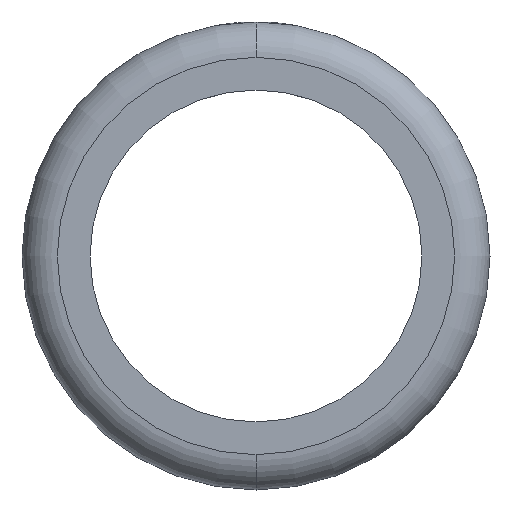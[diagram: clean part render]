
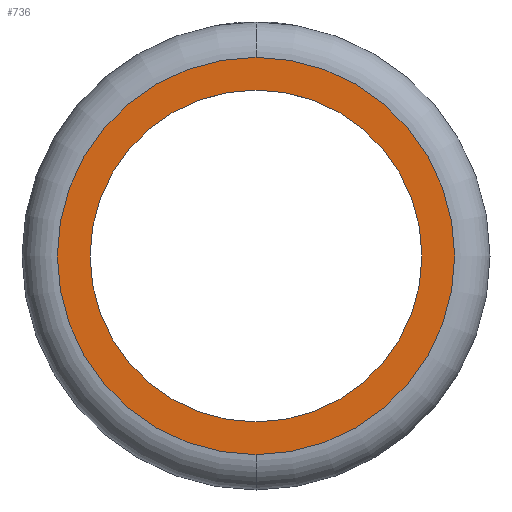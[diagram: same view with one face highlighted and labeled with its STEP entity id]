
A CAD part, front view. The second image highlights one B-rep face of the part: STEP entity #736.
In plain terms, the highlighted planar face has unit normal (0, -1, 0).
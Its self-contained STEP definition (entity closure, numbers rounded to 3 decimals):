
#13 = DIRECTION ( 'NONE',  ( 0., -1., 0. ) ) ;
#16 = EDGE_CURVE ( 'NONE', #421, #360, #296, .T. ) ;
#64 = ORIENTED_EDGE ( 'NONE', *, *, #16, .F. ) ;
#75 = CARTESIAN_POINT ( 'NONE',  ( 0., -44.5, 0. ) ) ;
#96 = AXIS2_PLACEMENT_3D ( 'NONE', #690, #13, #263 ) ;
#99 = ORIENTED_EDGE ( 'NONE', *, *, #388, .T. ) ;
#120 = EDGE_CURVE ( 'NONE', #360, #421, #260, .T. ) ;
#127 = CARTESIAN_POINT ( 'NONE',  ( 0., -44.5, -15.25 ) ) ;
#141 = DIRECTION ( 'NONE',  ( 0., -1., 0. ) ) ;
#146 = FACE_BOUND ( 'NONE', #283, .T. ) ;
#154 = CARTESIAN_POINT ( 'NONE',  ( 18.25, -44.5, 0. ) ) ;
#168 = VERTEX_POINT ( 'NONE', #352 ) ;
#173 = CIRCLE ( 'NONE', #551, 18.25 ) ;
#197 = CARTESIAN_POINT ( 'NONE',  ( 0., -44.5, 0. ) ) ;
#214 = FACE_OUTER_BOUND ( 'NONE', #245, .T. ) ;
#230 = DIRECTION ( 'NONE',  ( 0., -1., 0. ) ) ;
#245 = EDGE_LOOP ( 'NONE', ( #434, #99 ) ) ;
#260 = CIRCLE ( 'NONE', #455, 15.25 ) ;
#263 = DIRECTION ( 'NONE',  ( 0., 0., -1. ) ) ;
#283 = EDGE_LOOP ( 'NONE', ( #330, #64 ) ) ;
#296 = CIRCLE ( 'NONE', #522, 15.25 ) ;
#317 = DIRECTION ( 'NONE',  ( 0., -1., 0. ) ) ;
#319 = DIRECTION ( 'NONE',  ( 0., 0., -1. ) ) ;
#323 = EDGE_CURVE ( 'NONE', #168, #533, #639, .T. ) ;
#325 = DIRECTION ( 'NONE',  ( 0., 0., -1. ) ) ;
#330 = ORIENTED_EDGE ( 'NONE', *, *, #120, .F. ) ;
#352 = CARTESIAN_POINT ( 'NONE',  ( 0., -44.5, -18.25 ) ) ;
#360 = VERTEX_POINT ( 'NONE', #127 ) ;
#388 = EDGE_CURVE ( 'NONE', #533, #168, #173, .T. ) ;
#421 = VERTEX_POINT ( 'NONE', #686 ) ;
#434 = ORIENTED_EDGE ( 'NONE', *, *, #323, .T. ) ;
#455 = AXIS2_PLACEMENT_3D ( 'NONE', #536, #230, #661 ) ;
#522 = AXIS2_PLACEMENT_3D ( 'NONE', #197, #141, #325 ) ;
#533 = VERTEX_POINT ( 'NONE', #798 ) ;
#536 = CARTESIAN_POINT ( 'NONE',  ( 0., -44.5, 0. ) ) ;
#551 = AXIS2_PLACEMENT_3D ( 'NONE', #75, #577, #319 ) ;
#572 = DIRECTION ( 'NONE',  ( 0., 0., -1. ) ) ;
#577 = DIRECTION ( 'NONE',  ( 0., -1., 0. ) ) ;
#639 = CIRCLE ( 'NONE', #96, 18.25 ) ;
#661 = DIRECTION ( 'NONE',  ( 0., 0., -1. ) ) ;
#681 = AXIS2_PLACEMENT_3D ( 'NONE', #154, #317, #572 ) ;
#686 = CARTESIAN_POINT ( 'NONE',  ( 0., -44.5, 15.25 ) ) ;
#690 = CARTESIAN_POINT ( 'NONE',  ( 0., -44.5, 0. ) ) ;
#714 = PLANE ( 'NONE',  #681 ) ;
#736 = ADVANCED_FACE ( 'NONE', ( #214, #146 ), #714, .T. ) ;
#798 = CARTESIAN_POINT ( 'NONE',  ( 0., -44.5, 18.25 ) ) ;
